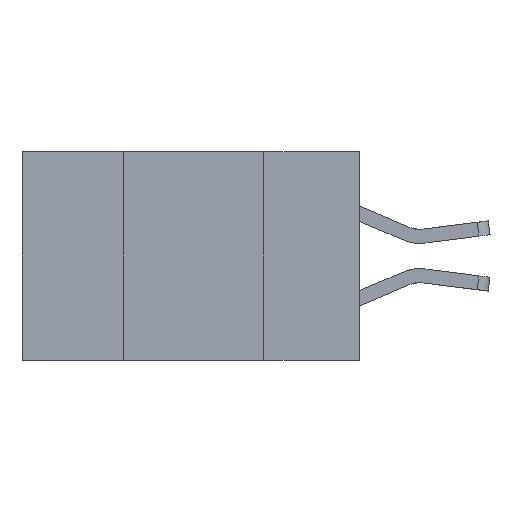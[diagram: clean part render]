
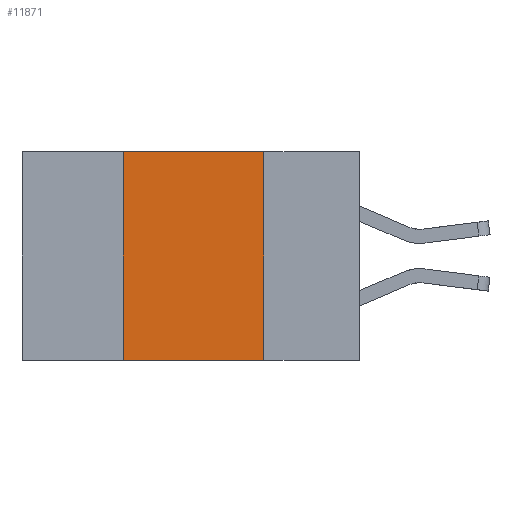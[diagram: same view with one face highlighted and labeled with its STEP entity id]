
A CAD part, left-side view. The second image highlights one B-rep face of the part: STEP entity #11871.
In plain terms, the highlighted planar face has unit normal (-1, 0, 0).
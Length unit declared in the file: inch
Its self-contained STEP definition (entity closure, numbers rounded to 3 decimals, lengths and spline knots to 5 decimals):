
#176 = EDGE_CURVE ( 'NONE', #8087, #6346, #11880, .T. ) ;
#650 = CARTESIAN_POINT ( 'NONE',  ( 0., 0.6, -0.37 ) ) ;
#1352 = VECTOR ( 'NONE', #3365, 39.37008 ) ;
#1418 = PLANE ( 'NONE',  #4372 ) ;
#1527 = ORIENTED_EDGE ( 'NONE', *, *, #9783, .T. ) ;
#1649 = DIRECTION ( 'NONE',  ( 0., -1., 0. ) ) ;
#2229 = FACE_OUTER_BOUND ( 'NONE', #2886, .T. ) ;
#2401 = DIRECTION ( 'NONE',  ( 0., 0., -1. ) ) ;
#2663 = ORIENTED_EDGE ( 'NONE', *, *, #3468, .F. ) ;
#2886 = EDGE_LOOP ( 'NONE', ( #4472, #2663, #11636, #1527 ) ) ;
#3365 = DIRECTION ( 'NONE',  ( 0., -1., 0. ) ) ;
#3468 = EDGE_CURVE ( 'NONE', #9513, #8087, #4013, .T. ) ;
#4013 = LINE ( 'NONE', #4339, #1352 ) ;
#4148 = LINE ( 'NONE', #650, #6356 ) ;
#4339 = CARTESIAN_POINT ( 'NONE',  ( 0., 0.6, 0. ) ) ;
#4372 = AXIS2_PLACEMENT_3D ( 'NONE', #10655, #8031, #2401 ) ;
#4472 = ORIENTED_EDGE ( 'NONE', *, *, #176, .F. ) ;
#4526 = CARTESIAN_POINT ( 'NONE',  ( 0., 0.42, -0.37 ) ) ;
#5169 = CARTESIAN_POINT ( 'NONE',  ( 0., 0.17, 0. ) ) ;
#5343 = CARTESIAN_POINT ( 'NONE',  ( 0., 0.17, -0.37 ) ) ;
#5381 = CARTESIAN_POINT ( 'NONE',  ( 0., 0.42, 0. ) ) ;
#6346 = VERTEX_POINT ( 'NONE', #5343 ) ;
#6356 = VECTOR ( 'NONE', #1649, 39.37008 ) ;
#6425 = DIRECTION ( 'NONE',  ( 0., 0., -1. ) ) ;
#7625 = VECTOR ( 'NONE', #6425, 39.37008 ) ;
#7714 = VECTOR ( 'NONE', #8140, 39.37008 ) ;
#8031 = DIRECTION ( 'NONE',  ( 1., 0., 0. ) ) ;
#8087 = VERTEX_POINT ( 'NONE', #5169 ) ;
#8140 = DIRECTION ( 'NONE',  ( 0., 0., 1. ) ) ;
#8249 = CARTESIAN_POINT ( 'NONE',  ( 0., 0.17, 0. ) ) ;
#8604 = CARTESIAN_POINT ( 'NONE',  ( 0., 0.42, 0. ) ) ;
#8792 = VERTEX_POINT ( 'NONE', #4526 ) ;
#9513 = VERTEX_POINT ( 'NONE', #8604 ) ;
#9761 = LINE ( 'NONE', #5381, #7714 ) ;
#9783 = EDGE_CURVE ( 'NONE', #8792, #6346, #4148, .T. ) ;
#10655 = CARTESIAN_POINT ( 'NONE',  ( 0., 0.6, 0. ) ) ;
#10991 = EDGE_CURVE ( 'NONE', #8792, #9513, #9761, .T. ) ;
#11636 = ORIENTED_EDGE ( 'NONE', *, *, #10991, .F. ) ;
#11871 = ADVANCED_FACE ( 'NONE', ( #2229 ), #1418, .F. ) ;
#11880 = LINE ( 'NONE', #8249, #7625 ) ;
